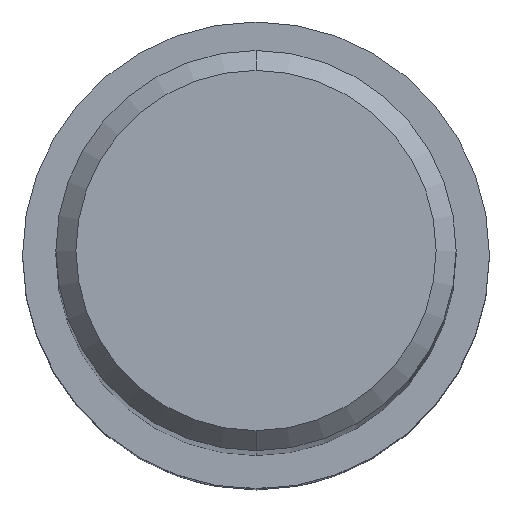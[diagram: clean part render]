
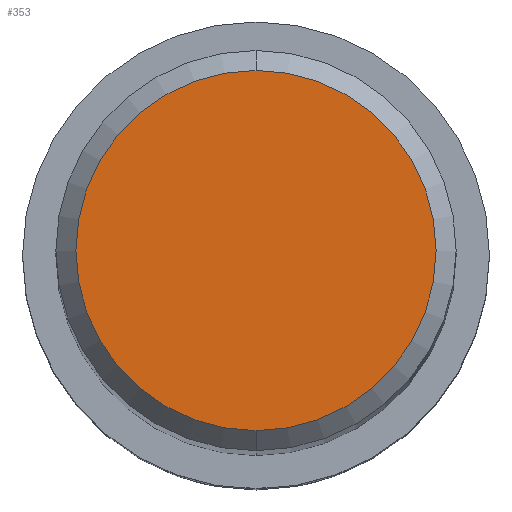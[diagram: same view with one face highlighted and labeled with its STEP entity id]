
A CAD part, top view. The second image highlights one B-rep face of the part: STEP entity #353.
In plain terms, the highlighted planar face has unit normal (0, 0, 1).
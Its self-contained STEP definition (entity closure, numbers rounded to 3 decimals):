
#271=VERTEX_POINT('',#585);
#327=VERTEX_POINT('',#645);
#329=EDGE_CURVE('',#327,#271,#647,.T.);
#353=ADVANCED_FACE('',(#674),#675,.T.);
#419=EDGE_CURVE('',#271,#327,#749,.T.);
#585=CARTESIAN_POINT('',(0.0,5.4,0.0));
#645=CARTESIAN_POINT('',(0.,-5.4,0.0));
#647=CIRCLE('',#1169,5.4);
#674=FACE_OUTER_BOUND('',#1204,.T.);
#675=PLANE('',#1205);
#749=CIRCLE('',#1387,5.4);
#1169=AXIS2_PLACEMENT_3D('',#1671,#1672,#1673);
#1204=EDGE_LOOP('',(#1708,#1709));
#1205=AXIS2_PLACEMENT_3D('',#1710,#1711,#1712);
#1387=AXIS2_PLACEMENT_3D('',#1786,#1787,#1788);
#1671=CARTESIAN_POINT('',(0.0,0.0,0.0));
#1672=DIRECTION('',(0.0,0.0,-1.0));
#1673=DIRECTION('',(0.0,1.0,0.0));
#1708=ORIENTED_EDGE('',*,*,#419,.F.);
#1709=ORIENTED_EDGE('',*,*,#329,.F.);
#1710=CARTESIAN_POINT('',(0.0,2.7,0.0));
#1711=DIRECTION('',(-0.0,0.0,1.0));
#1712=DIRECTION('',(0.0,-1.0,0.0));
#1786=CARTESIAN_POINT('',(0.0,0.0,0.0));
#1787=DIRECTION('',(0.0,0.0,-1.0));
#1788=DIRECTION('',(0.0,1.0,0.0));
